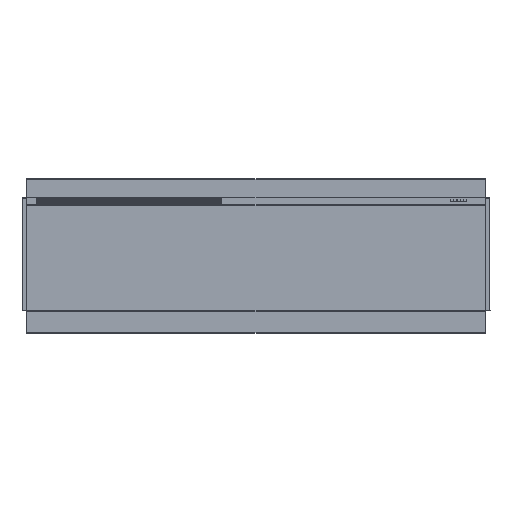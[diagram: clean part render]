
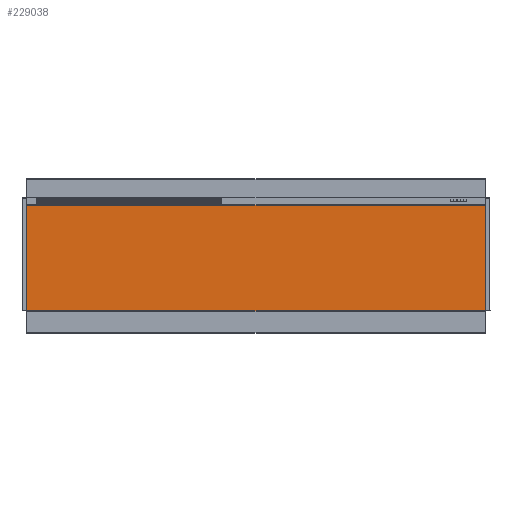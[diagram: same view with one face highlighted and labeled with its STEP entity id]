
A CAD part, top view. The second image highlights one B-rep face of the part: STEP entity #229038.
In plain terms, the highlighted planar face has unit normal (0, 0, 1).
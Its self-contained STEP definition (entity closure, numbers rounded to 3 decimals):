
#14185 = LINE ( 'NONE', #47574, #76499 ) ;
#15748 = CARTESIAN_POINT ( 'NONE',  ( 749., 418., -1. ) ) ;
#25122 = CARTESIAN_POINT ( 'NONE',  ( 749., 72.263, -1. ) ) ;
#28376 = DIRECTION ( 'NONE',  ( -1., 0., 0. ) ) ;
#31159 = DIRECTION ( 'NONE',  ( 0., 1., 0. ) ) ;
#32388 = EDGE_CURVE ( 'NONE', #32754, #175581, #230022, .T. ) ;
#32754 = VERTEX_POINT ( 'NONE', #198369 ) ;
#44168 = VECTOR ( 'NONE', #125270, 1000. ) ;
#47574 = CARTESIAN_POINT ( 'NONE',  ( 749., 72.263, -1. ) ) ;
#55549 = VECTOR ( 'NONE', #31159, 1000. ) ;
#59161 = AXIS2_PLACEMENT_3D ( 'NONE', #206995, #116499, #28376 ) ;
#65754 = ORIENTED_EDGE ( 'NONE', *, *, #132073, .F. ) ;
#66125 = ORIENTED_EDGE ( 'NONE', *, *, #32388, .F. ) ;
#70705 = ORIENTED_EDGE ( 'NONE', *, *, #138496, .T. ) ;
#71921 = EDGE_LOOP ( 'NONE', ( #70705, #129343, #66125, #65754 ) ) ;
#76499 = VECTOR ( 'NONE', #119013, 1000. ) ;
#91907 = VERTEX_POINT ( 'NONE', #126444 ) ;
#113536 = CARTESIAN_POINT ( 'NONE',  ( -749., 418., -1. ) ) ;
#116499 = DIRECTION ( 'NONE',  ( 0., 0., -1. ) ) ;
#119013 = DIRECTION ( 'NONE',  ( 0., 1., 0. ) ) ;
#125270 = DIRECTION ( 'NONE',  ( 1., 0., 0. ) ) ;
#126444 = CARTESIAN_POINT ( 'NONE',  ( 749., 418., -1. ) ) ;
#128828 = LINE ( 'NONE', #15748, #44168 ) ;
#129343 = ORIENTED_EDGE ( 'NONE', *, *, #208315, .F. ) ;
#132073 = EDGE_CURVE ( 'NONE', #165235, #32754, #211584, .T. ) ;
#138496 = EDGE_CURVE ( 'NONE', #165235, #91907, #14185, .T. ) ;
#165235 = VERTEX_POINT ( 'NONE', #25122 ) ;
#171142 = DIRECTION ( 'NONE',  ( -1., 0., 0. ) ) ;
#175581 = VERTEX_POINT ( 'NONE', #113536 ) ;
#191473 = PLANE ( 'NONE',  #59161 ) ;
#193814 = FACE_OUTER_BOUND ( 'NONE', #71921, .T. ) ;
#198369 = CARTESIAN_POINT ( 'NONE',  ( -749., 72.263, -1. ) ) ;
#206995 = CARTESIAN_POINT ( 'NONE',  ( 749., 72.263, -1. ) ) ;
#208315 = EDGE_CURVE ( 'NONE', #175581, #91907, #128828, .T. ) ;
#211584 = LINE ( 'NONE', #227084, #223219 ) ;
#212127 = CARTESIAN_POINT ( 'NONE',  ( -749., 72.263, -1. ) ) ;
#223219 = VECTOR ( 'NONE', #171142, 1000. ) ;
#227084 = CARTESIAN_POINT ( 'NONE',  ( 749., 72.263, -1. ) ) ;
#229038 = ADVANCED_FACE ( 'NONE', ( #193814 ), #191473, .F. ) ;
#230022 = LINE ( 'NONE', #212127, #55549 ) ;
